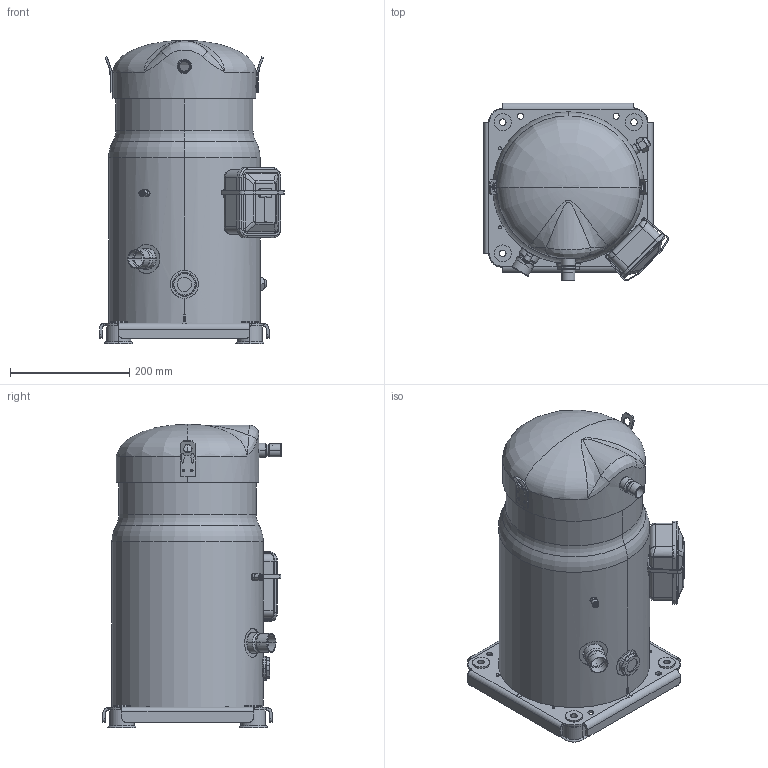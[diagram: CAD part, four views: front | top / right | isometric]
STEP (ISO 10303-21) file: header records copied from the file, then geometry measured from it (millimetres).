
FILE_DESCRIPTION((''),'2;1');
FILE_NAME('8552036_ASM','2007-09-18T',('frcc0194'),('DANFOSS COMMERCIAL COMPRESSOR'),'PRO/ENGINEER BY PARAMETRIC TECHNOLOGY CORPORATION, 2006200','PRO/ENGINEER BY PARAMETRIC TECHNOLOGY CORPORATION, 2006200','');
FILE_SCHEMA(('CONFIG_CONTROL_DESIGN'));
Length unit declared in the file: millimetre
Products named in the file (19): 5312378; 7315031; 5311089; 5311363; 5311214P01; 5311284P01; 5314104_ASM; 5312369; 5603007; 6204001; 6807026; 5312083P01; 5606012; 6405009-C; 5312295; 5312052; 5311350; 5314145P04_ASM; 8552036_ASM
Assembly tree (22 placements, depth 3):
  8552036_ASM
    5314104_ASM
      5312378
      7315031
      5311089
      5311363
      5311214P01
      5311284P01
    5312369
    5603007  x4
    6204001
    6807026
    5312083P01
    5606012
    6405009-C
    5314145P04_ASM
      5312295
      5312052  x2
      5311350
Bounding box: 309.63 x 298.84 x 508.1 mm (x, y, z)
Volume: 2566690.4 mm3; surface area: 1162081.4 mm2
Topology: 23 solids, 28 shells, 1108 faces, 2608 edges, 1598 vertices
Faces by surface type: cylinder 446, plane 345, cone 98, torus 96, bspline 86, sphere 33, revolution 4
Entity records: 33762 total; most frequent: CARTESIAN_POINT 10393, DIRECTION 5038, ORIENTED_EDGE 4638, EDGE_CURVE 2329, AXIS2_PLACEMENT_3D 2008, VERTEX_POINT 1444, EDGE_LOOP 1123, CIRCLE 1031
